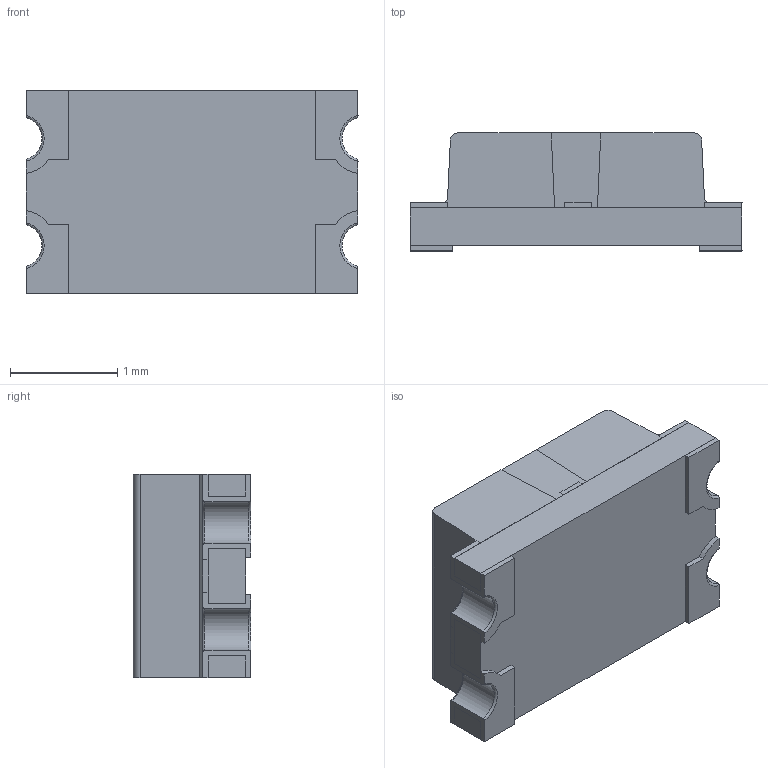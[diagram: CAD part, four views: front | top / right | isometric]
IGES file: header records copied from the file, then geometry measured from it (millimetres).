
Start section: Elysium IGES Interface
Global section: file name: 52H163.igs; native system: SolidDesigner 16.00A  16-Aug-2008; preprocessor: CoCreate IGES_3D V2.2; author: Unknown; organization: Unknown; date: 20100909.162113; units: millimetre
Bounding box: 3.1 x 1.1 x 1.9 mm (x, y, z)
Volume: 5.3 mm3; surface area: 42.5 mm2
Topology: 12 solids, 12 shells, 142 faces, 355 edges, 236 vertices
Faces by surface type: bspline 142
